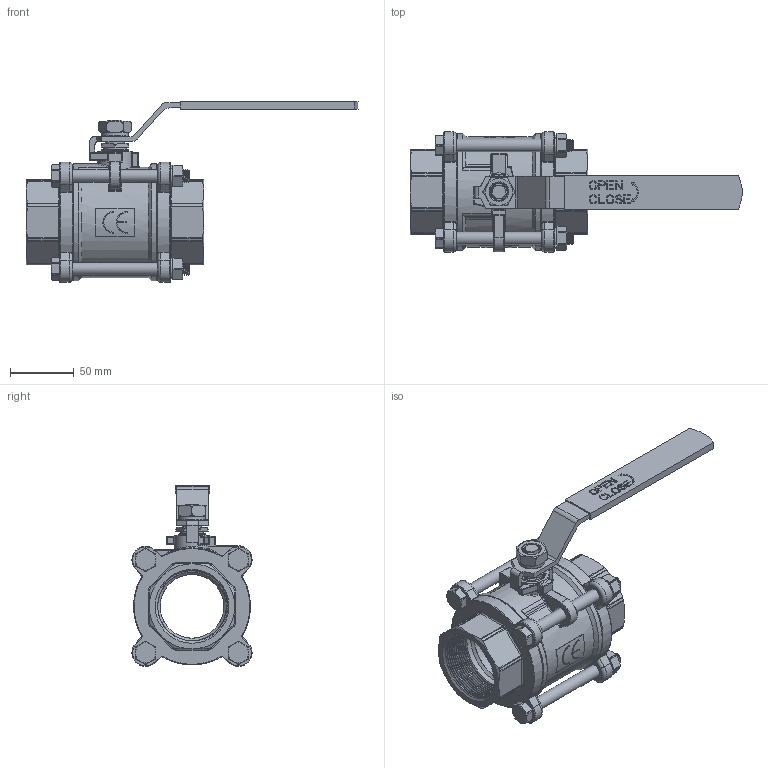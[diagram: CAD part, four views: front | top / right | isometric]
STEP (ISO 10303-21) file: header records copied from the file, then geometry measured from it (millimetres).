
FILE_DESCRIPTION((''),'2;1');
FILE_NAME('911-50.stp','2011-10-27T14:59:18',('gkl'),(''),'Autodesk Inventor 2010','Autodesk Inventor 2010','');
FILE_SCHEMA(('AUTOMOTIVE_DESIGN { 1 0 10303 214 1 1 1 1 }'));
Length unit declared in the file: millimetre
Products named in the file (1): 9050zh-1_asm_Konturvereinfachung_1
Bounding box: 261.15 x 94.47 x 142.28 mm (x, y, z)
Volume: 389472.1 mm3; surface area: 150265.3 mm2
Topology: 3 solids, 3 shells, 1856 faces, 5414 edges, 3599 vertices
Faces by surface type: plane 891, cylinder 536, bspline 221, torus 131, cone 58, sphere 19
Full cylindrical faces by diameter (mm): 10 x56, 11 x8, 12.5 x1, 15 x1, 15.4 x1, 15.5 x1, 18 x1, 19 x1, 19.5 x1, 20.8 x2, 50 x4, 54 x24, 67 x2, 76.09 x2, 80 x2, 85.2 x2, 87 x1, 92 x2
Entity records: 104623 total; most frequent: CARTESIAN_POINT 60552, ORIENTED_EDGE 10064, DIRECTION 8102, EDGE_CURVE 5032, VERTEX_POINT 3406, AXIS2_PLACEMENT_3D 2984, VECTOR 2134, LINE 2134
